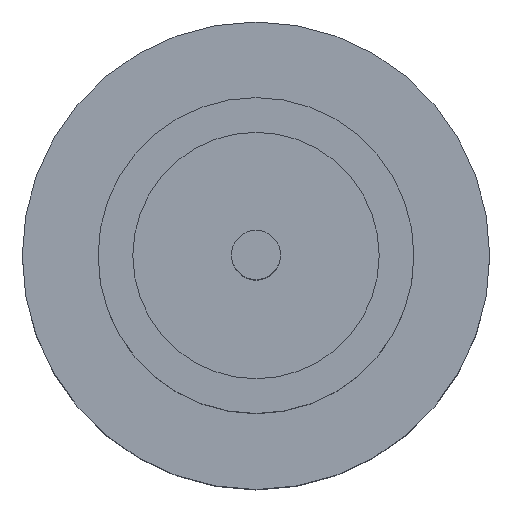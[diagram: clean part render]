
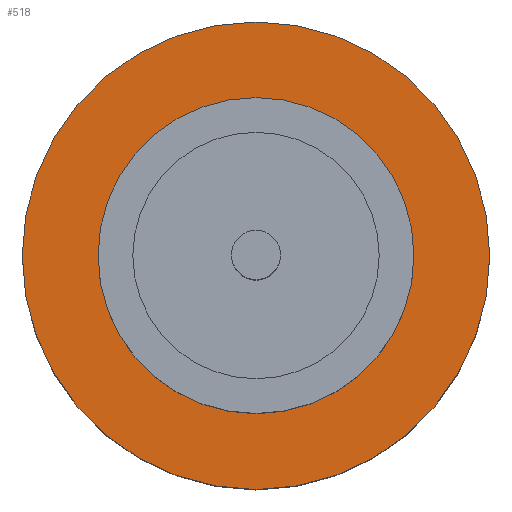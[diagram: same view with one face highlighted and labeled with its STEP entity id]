
A CAD part, top view. The second image highlights one B-rep face of the part: STEP entity #518.
In plain terms, the highlighted planar face has unit normal (0, 0, 1).
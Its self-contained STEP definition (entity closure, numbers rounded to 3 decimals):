
#56 = CIRCLE ( 'NONE', #314, 1.85 ) ;
#89 = VERTEX_POINT ( 'NONE', #749 ) ;
#95 = DIRECTION ( 'NONE',  ( 1., 0., 0. ) ) ;
#101 = EDGE_CURVE ( 'NONE', #476, #220, #744, .T. ) ;
#114 = AXIS2_PLACEMENT_3D ( 'NONE', #615, #751, #95 ) ;
#162 = EDGE_CURVE ( 'NONE', #89, #726, #426, .T. ) ;
#192 = ORIENTED_EDGE ( 'NONE', *, *, #360, .T. ) ;
#220 = VERTEX_POINT ( 'NONE', #514 ) ;
#244 = CARTESIAN_POINT ( 'NONE',  ( 0., 0., 1.55 ) ) ;
#279 = ORIENTED_EDGE ( 'NONE', *, *, #572, .F. ) ;
#284 = CARTESIAN_POINT ( 'NONE',  ( 0., 0., 1.55 ) ) ;
#299 = DIRECTION ( 'NONE',  ( 0., 0., 1. ) ) ;
#314 = AXIS2_PLACEMENT_3D ( 'NONE', #244, #299, #493 ) ;
#347 = DIRECTION ( 'NONE',  ( 0., 0., 1. ) ) ;
#360 = EDGE_CURVE ( 'NONE', #726, #89, #56, .T. ) ;
#381 = CARTESIAN_POINT ( 'NONE',  ( 0., 0., 1.55 ) ) ;
#426 = CIRCLE ( 'NONE', #114, 1.85 ) ;
#443 = DIRECTION ( 'NONE',  ( 0., 0., 1. ) ) ;
#447 = DIRECTION ( 'NONE',  ( 1., 0., 0. ) ) ;
#469 = DIRECTION ( 'NONE',  ( 0., 0., 1. ) ) ;
#476 = VERTEX_POINT ( 'NONE', #832 ) ;
#493 = DIRECTION ( 'NONE',  ( 1., 0., 0. ) ) ;
#514 = CARTESIAN_POINT ( 'NONE',  ( -1.25, 0., 1.55 ) ) ;
#518 = ADVANCED_FACE ( 'NONE', ( #627, #754 ), #583, .T. ) ;
#528 = AXIS2_PLACEMENT_3D ( 'NONE', #284, #347, #808 ) ;
#552 = AXIS2_PLACEMENT_3D ( 'NONE', #660, #469, #737 ) ;
#572 = EDGE_CURVE ( 'NONE', #220, #476, #848, .T. ) ;
#575 = AXIS2_PLACEMENT_3D ( 'NONE', #381, #443, #447 ) ;
#583 = PLANE ( 'NONE',  #575 ) ;
#589 = ORIENTED_EDGE ( 'NONE', *, *, #101, .F. ) ;
#615 = CARTESIAN_POINT ( 'NONE',  ( 0., 0., 1.55 ) ) ;
#627 = FACE_BOUND ( 'NONE', #746, .T. ) ;
#660 = CARTESIAN_POINT ( 'NONE',  ( 0., 0., 1.55 ) ) ;
#711 = EDGE_LOOP ( 'NONE', ( #720, #192 ) ) ;
#720 = ORIENTED_EDGE ( 'NONE', *, *, #162, .T. ) ;
#726 = VERTEX_POINT ( 'NONE', #807 ) ;
#737 = DIRECTION ( 'NONE',  ( 1., 0., 0. ) ) ;
#744 = CIRCLE ( 'NONE', #528, 1.25 ) ;
#746 = EDGE_LOOP ( 'NONE', ( #589, #279 ) ) ;
#749 = CARTESIAN_POINT ( 'NONE',  ( -1.85, 0., 1.55 ) ) ;
#751 = DIRECTION ( 'NONE',  ( 0., 0., 1. ) ) ;
#754 = FACE_OUTER_BOUND ( 'NONE', #711, .T. ) ;
#807 = CARTESIAN_POINT ( 'NONE',  ( 1.85, 0., 1.55 ) ) ;
#808 = DIRECTION ( 'NONE',  ( 1., 0., 0. ) ) ;
#832 = CARTESIAN_POINT ( 'NONE',  ( 1.25, 0., 1.55 ) ) ;
#848 = CIRCLE ( 'NONE', #552, 1.25 ) ;
